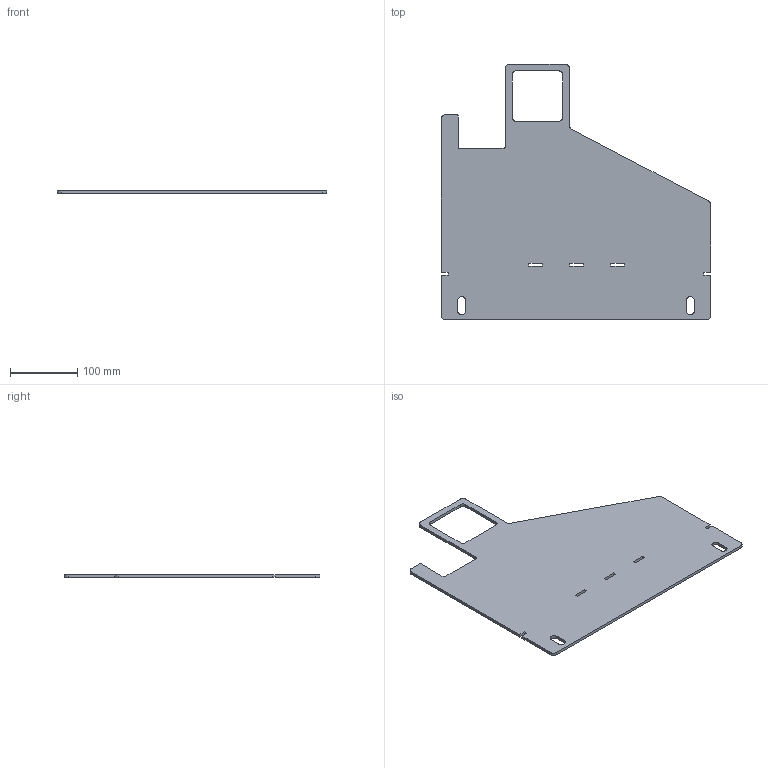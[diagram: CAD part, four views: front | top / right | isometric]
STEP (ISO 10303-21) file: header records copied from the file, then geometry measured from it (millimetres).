
FILE_DESCRIPTION(/* description */ (''),/* implementation_level */ '2;1');
FILE_NAME(/* name */ 'INTERNAL SIDE PLATE_v2.stp',/* time_stamp */ '2018-12-05T02:37:39-03:00',/* author */ ('Toshiba'),/* organization */ (''),/* preprocessor_version */ 'ST-DEVELOPER v16.13',/* originating_system */ 'Autodesk Inventor 2018',/* authorisation */ '');
FILE_SCHEMA (('AUTOMOTIVE_DESIGN { 1 0 10303 214 3 1 1 }'));
Length unit declared in the file: millimetre
Products named in the file (1): INTERNAL SIDE PLATE_v2
Bounding box: 400 x 380 x 4.45 mm (x, y, z)
Volume: 459174.4 mm3; surface area: 216256.9 mm2
Topology: 1 solids, 1 shells, 58 faces, 168 edges, 112 vertices
Faces by surface type: plane 40, cylinder 18
Entity records: 1971 total; most frequent: CARTESIAN_POINT 339, ORIENTED_EDGE 336, DIRECTION 322, EDGE_CURVE 168, LINE 132, VECTOR 132, VERTEX_POINT 112, AXIS2_PLACEMENT_3D 95
